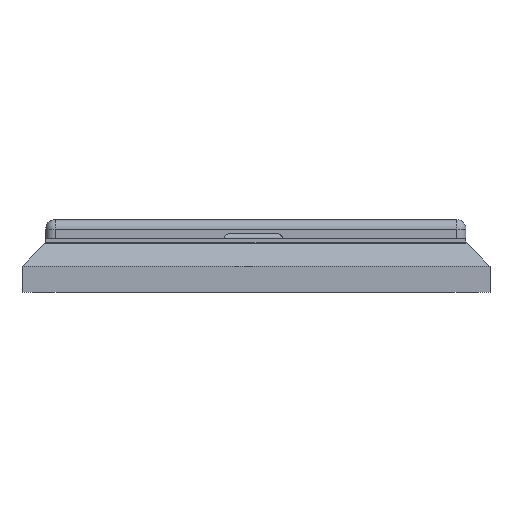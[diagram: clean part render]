
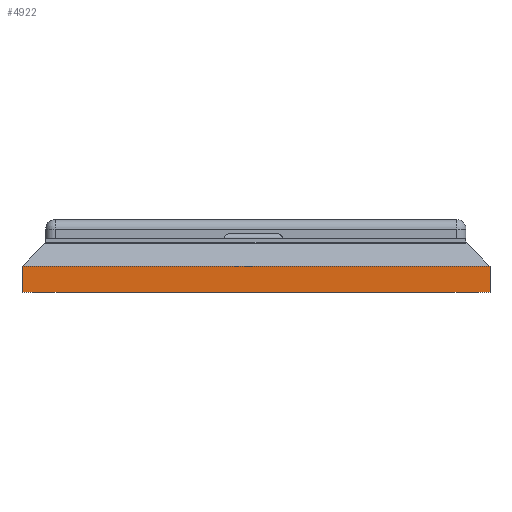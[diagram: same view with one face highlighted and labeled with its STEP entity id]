
A CAD part, front view. The second image highlights one B-rep face of the part: STEP entity #4922.
In plain terms, the highlighted planar face has unit normal (0, -1, 0).
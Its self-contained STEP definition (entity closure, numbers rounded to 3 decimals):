
#795=FACE_OUTER_BOUND('',#1079,.T.);
#1079=EDGE_LOOP('',(#4447,#4448,#4449,#4450));
#1458=LINE('',#14070,#1851);
#1459=LINE('',#14073,#1852);
#1460=LINE('',#14075,#1853);
#1461=LINE('',#14076,#1854);
#1851=VECTOR('',#6413,10.);
#1852=VECTOR('',#6416,10.);
#1853=VECTOR('',#6417,10.);
#1854=VECTOR('',#6418,10.);
#2348=VERTEX_POINT('',#14063);
#2351=VERTEX_POINT('',#14068);
#2352=VERTEX_POINT('',#14072);
#2353=VERTEX_POINT('',#14074);
#3064=EDGE_CURVE('',#2348,#2351,#1458,.T.);
#3065=EDGE_CURVE('',#2352,#2348,#1459,.T.);
#3066=EDGE_CURVE('',#2353,#2351,#1460,.T.);
#3067=EDGE_CURVE('',#2352,#2353,#1461,.T.);
#4447=ORIENTED_EDGE('',*,*,#3065,.T.);
#4448=ORIENTED_EDGE('',*,*,#3064,.T.);
#4449=ORIENTED_EDGE('',*,*,#3066,.F.);
#4450=ORIENTED_EDGE('',*,*,#3067,.F.);
#4671=PLANE('',#5319);
#4922=ADVANCED_FACE('',(#795),#4671,.T.);
#5319=AXIS2_PLACEMENT_3D('',#14071,#6414,#6415);
#6413=DIRECTION('',(0.,0.,1.));
#6414=DIRECTION('center_axis',(0.,-1.,0.));
#6415=DIRECTION('ref_axis',(1.,0.,0.));
#6416=DIRECTION('',(1.,0.,0.));
#6417=DIRECTION('',(1.,0.,0.));
#6418=DIRECTION('',(0.,0.,1.));
#14063=CARTESIAN_POINT('',(49.418,-48.441,-15.));
#14068=CARTESIAN_POINT('',(49.418,-48.441,-9.5));
#14070=CARTESIAN_POINT('',(49.418,-48.441,-16.));
#14071=CARTESIAN_POINT('Origin',(-48.72,-48.441,-16.));
#14072=CARTESIAN_POINT('',(-48.72,-48.441,-15.));
#14073=CARTESIAN_POINT('',(-24.185,-48.441,-15.));
#14074=CARTESIAN_POINT('',(-48.72,-48.441,-9.5));
#14075=CARTESIAN_POINT('',(-24.185,-48.441,-9.5));
#14076=CARTESIAN_POINT('',(-48.72,-48.441,-16.));
